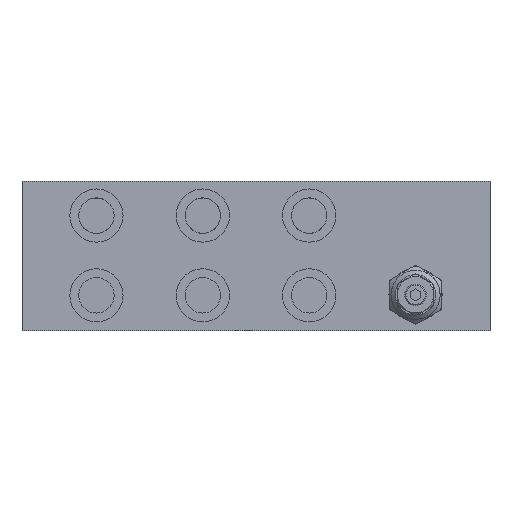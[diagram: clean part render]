
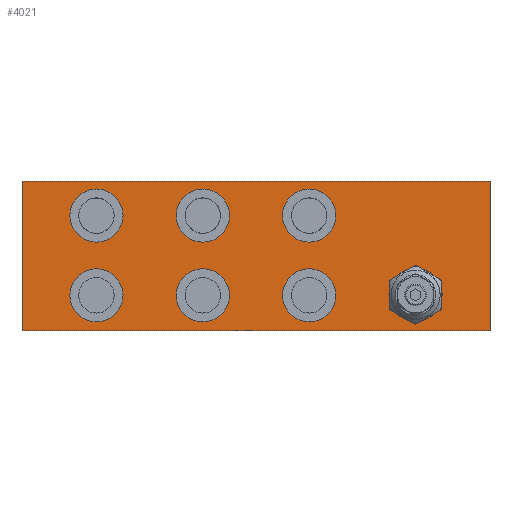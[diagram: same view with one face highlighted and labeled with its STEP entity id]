
A CAD part, front view. The second image highlights one B-rep face of the part: STEP entity #4021.
In plain terms, the highlighted planar face has unit normal (0, -1, 0).
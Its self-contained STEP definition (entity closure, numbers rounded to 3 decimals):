
#340=LINE('',#7795,#550);
#342=LINE('',#7800,#552);
#345=LINE('',#7806,#555);
#346=LINE('',#7807,#556);
#550=VECTOR('',#5550,1000.);
#552=VECTOR('',#5554,1000.);
#555=VECTOR('',#5559,1000.);
#556=VECTOR('',#5560,1000.);
#682=PLANE('',#4506);
#1558=ORIENTED_EDGE('',*,*,#2129,.T.);
#1559=ORIENTED_EDGE('',*,*,#2122,.T.);
#1560=ORIENTED_EDGE('',*,*,#2111,.T.);
#1561=ORIENTED_EDGE('',*,*,#2105,.T.);
#1562=ORIENTED_EDGE('',*,*,#2099,.T.);
#1563=ORIENTED_EDGE('',*,*,#2067,.T.);
#1564=ORIENTED_EDGE('',*,*,#2003,.T.);
#1565=ORIENTED_EDGE('',*,*,#2279,.T.);
#1566=ORIENTED_EDGE('',*,*,#2276,.F.);
#1567=ORIENTED_EDGE('',*,*,#2280,.F.);
#1568=ORIENTED_EDGE('',*,*,#2274,.F.);
#2003=EDGE_CURVE('',#2465,#2465,#2765,.T.);
#2067=EDGE_CURVE('',#2524,#2524,#2793,.T.);
#2099=EDGE_CURVE('',#2555,#2555,#2815,.T.);
#2105=EDGE_CURVE('',#2560,#2560,#2819,.T.);
#2111=EDGE_CURVE('',#2565,#2565,#2823,.T.);
#2122=EDGE_CURVE('',#2575,#2575,#2830,.T.);
#2129=EDGE_CURVE('',#2582,#2582,#2835,.T.);
#2274=EDGE_CURVE('',#2697,#2694,#340,.T.);
#2276=EDGE_CURVE('',#2699,#2700,#342,.T.);
#2279=EDGE_CURVE('',#2697,#2700,#345,.T.);
#2280=EDGE_CURVE('',#2694,#2699,#346,.T.);
#2465=VERTEX_POINT('',#6566);
#2524=VERTEX_POINT('',#7027);
#2555=VERTEX_POINT('',#7180);
#2560=VERTEX_POINT('',#7256);
#2565=VERTEX_POINT('',#7332);
#2575=VERTEX_POINT('',#7419);
#2582=VERTEX_POINT('',#7435);
#2694=VERTEX_POINT('',#7789);
#2697=VERTEX_POINT('',#7794);
#2699=VERTEX_POINT('',#7799);
#2700=VERTEX_POINT('',#7801);
#2765=CIRCLE('',#4240,12.5);
#2793=CIRCLE('',#4286,12.5);
#2815=CIRCLE('',#4319,12.5);
#2819=CIRCLE('',#4326,12.5);
#2823=CIRCLE('',#4333,12.5);
#2830=CIRCLE('',#4344,12.5);
#2835=CIRCLE('',#4351,12.5);
#3236=EDGE_LOOP('',(#1558));
#3237=EDGE_LOOP('',(#1559));
#3238=EDGE_LOOP('',(#1560));
#3239=EDGE_LOOP('',(#1561));
#3240=EDGE_LOOP('',(#1562));
#3241=EDGE_LOOP('',(#1563));
#3242=EDGE_LOOP('',(#1564));
#3243=EDGE_LOOP('',(#1565,#1566,#1567,#1568));
#3651=FACE_BOUND('',#3236,.T.);
#3652=FACE_BOUND('',#3237,.T.);
#3653=FACE_BOUND('',#3238,.T.);
#3654=FACE_BOUND('',#3239,.T.);
#3655=FACE_BOUND('',#3240,.T.);
#3656=FACE_BOUND('',#3241,.T.);
#3657=FACE_BOUND('',#3242,.T.);
#3658=FACE_BOUND('',#3243,.T.);
#4021=ADVANCED_FACE('',(#3651,#3652,#3653,#3654,#3655,#3656,#3657,#3658),
#682,.F.);
#4240=AXIS2_PLACEMENT_3D('',#6565,#4950,#4951);
#4286=AXIS2_PLACEMENT_3D('',#7026,#5050,#5051);
#4319=AXIS2_PLACEMENT_3D('',#7179,#5122,#5123);
#4326=AXIS2_PLACEMENT_3D('',#7255,#5136,#5137);
#4333=AXIS2_PLACEMENT_3D('',#7331,#5150,#5151);
#4344=AXIS2_PLACEMENT_3D('',#7418,#5174,#5175);
#4351=AXIS2_PLACEMENT_3D('',#7434,#5190,#5191);
#4506=AXIS2_PLACEMENT_3D('',#7805,#5557,#5558);
#4950=DIRECTION('',(0.,1.,0.));
#4951=DIRECTION('',(1.,0.,0.));
#5050=DIRECTION('',(0.,1.,0.));
#5051=DIRECTION('',(1.,0.,0.));
#5122=DIRECTION('',(0.,1.,0.));
#5123=DIRECTION('',(1.,0.,0.));
#5136=DIRECTION('',(0.,1.,0.));
#5137=DIRECTION('',(1.,0.,0.));
#5150=DIRECTION('',(0.,1.,0.));
#5151=DIRECTION('',(1.,0.,0.));
#5174=DIRECTION('',(0.,1.,0.));
#5175=DIRECTION('',(1.,0.,0.));
#5190=DIRECTION('',(0.,1.,0.));
#5191=DIRECTION('',(1.,0.,0.));
#5550=DIRECTION('',(1.,0.,0.));
#5554=DIRECTION('',(-1.,0.,0.));
#5557=DIRECTION('',(0.,1.,0.));
#5558=DIRECTION('',(0.,0.,1.));
#5559=DIRECTION('',(0.,0.,-1.));
#5560=DIRECTION('',(0.,0.,-1.));
#6565=CARTESIAN_POINT('',(590.5,0.,99.25));
#6566=CARTESIAN_POINT('',(603.,0.,99.25));
#7026=CARTESIAN_POINT('',(740.5,0.,62.));
#7027=CARTESIAN_POINT('',(753.,0.,62.));
#7179=CARTESIAN_POINT('',(690.5,0.,61.75));
#7180=CARTESIAN_POINT('',(703.,0.,61.75));
#7255=CARTESIAN_POINT('',(590.5,0.,61.75));
#7256=CARTESIAN_POINT('',(603.,0.,61.75));
#7331=CARTESIAN_POINT('',(640.5,0.,61.75));
#7332=CARTESIAN_POINT('',(653.,0.,61.75));
#7418=CARTESIAN_POINT('',(690.5,0.,99.25));
#7419=CARTESIAN_POINT('',(703.,0.,99.25));
#7434=CARTESIAN_POINT('',(640.5,0.,99.25));
#7435=CARTESIAN_POINT('',(653.,0.,99.25));
#7789=CARTESIAN_POINT('',(775.5,0.,115.5));
#7794=CARTESIAN_POINT('',(555.5,0.,115.5));
#7795=CARTESIAN_POINT('',(665.5,0.,115.5));
#7799=CARTESIAN_POINT('',(775.5,0.,45.));
#7800=CARTESIAN_POINT('',(665.5,0.,45.));
#7801=CARTESIAN_POINT('',(555.5,0.,45.));
#7805=CARTESIAN_POINT('',(665.5,0.,80.25));
#7806=CARTESIAN_POINT('',(555.5,0.,80.25));
#7807=CARTESIAN_POINT('',(775.5,0.,80.25));
